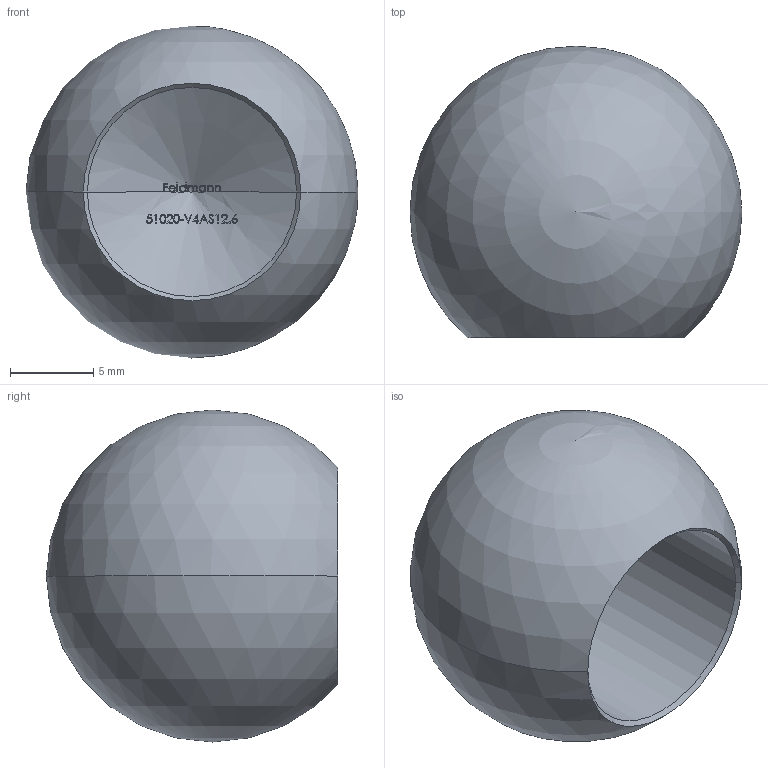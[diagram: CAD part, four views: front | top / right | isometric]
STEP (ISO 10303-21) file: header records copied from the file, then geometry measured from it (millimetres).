
FILE_DESCRIPTION (( 'STEP AP203' ), '1' );
FILE_NAME ('51020-V4AS12.6.step', '2019-03-29T09:41:57', ( '' ), ( '' ), 'SwSTEP 2.0', 'SolidWorks 2015', '' );
FILE_SCHEMA (( 'CONFIG_CONTROL_DESIGN' ));
Length unit declared in the file: millimetre
Products named in the file (1): 51020-V4AS12.6
Bounding box: 20 x 17.56 x 20 mm (x, y, z)
Volume: 2361.5 mm3; surface area: 1733.4 mm2
Topology: 1 solids, 1 shells, 283 faces, 758 edges, 495 vertices
Faces by surface type: plane 124, bspline 114, cone 41, cylinder 2, sphere 2
Entity records: 13606 total; most frequent: CARTESIAN_POINT 7757, ORIENTED_EDGE 1502, EDGE_CURVE 751, DIRECTION 637, VERTEX_POINT 492, B_SPLINE_CURVE_WITH_KNOTS 462, EDGE_LOOP 305, ADVANCED_FACE 283
